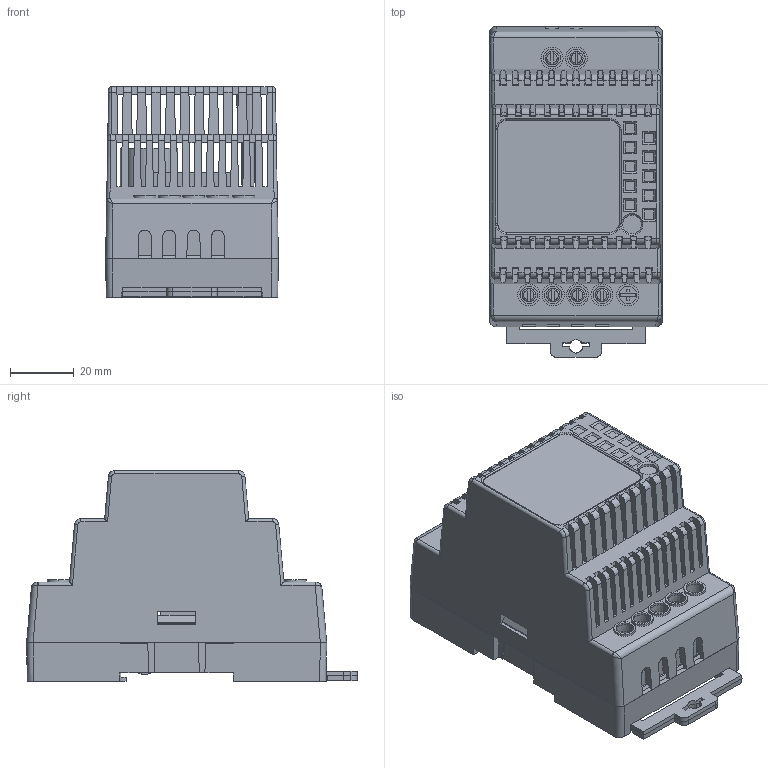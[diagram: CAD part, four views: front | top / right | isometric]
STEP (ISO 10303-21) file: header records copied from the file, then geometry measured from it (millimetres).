
FILE_DESCRIPTION (( 'STEP AP214' ), '1' );
FILE_NAME ('ADD1248.STEP', '2021-07-05T08:22:43', ( '' ), ( '' ), 'SwSTEP 2.0', 'SolidWorks 2020', '' );
FILE_SCHEMA (( 'AUTOMOTIVE_DESIGN' ));
Length unit declared in the file: millimetre
Products named in the file (8): ADD1248; LB0212-FRONT LABEL_1204; PP0363-UPPER CASING_SANS MARQUAGE; PP0207-LOCKING PART; PP0208-LIGTH GUIDE; PP0362-LOWER CASING; PCB0072-PCB FOR DIN POWER SUPPLY 3 MODULES; User Library-Pot - RES_VAR1
Assembly tree (7 placements, depth 2):
  ADD1248
    PP0362-LOWER CASING
    PCB0072-PCB FOR DIN POWER SUPPLY 3 MODULES
    PP0363-UPPER CASING_SANS MARQUAGE
    PP0207-LOCKING PART
    PP0208-LIGTH GUIDE
    LB0212-FRONT LABEL_1204
    User Library-Pot - RES_VAR1
Bounding box: 54 x 103.4 x 65.8 mm (x, y, z)
Volume: 106248.7 mm3; surface area: 81645.9 mm2
Topology: 17 solids, 17 shells, 1353 faces, 3863 edges, 2506 vertices
Faces by surface type: plane 971, cylinder 190, bspline 99, cone 71, torus 22
Entity records: 47456 total; most frequent: CARTESIAN_POINT 10722, ORIENTED_EDGE 7718, DIRECTION 6388, EDGE_CURVE 3859, LINE 3072, VECTOR 3072, VERTEX_POINT 2506, AXIS2_PLACEMENT_3D 1658
